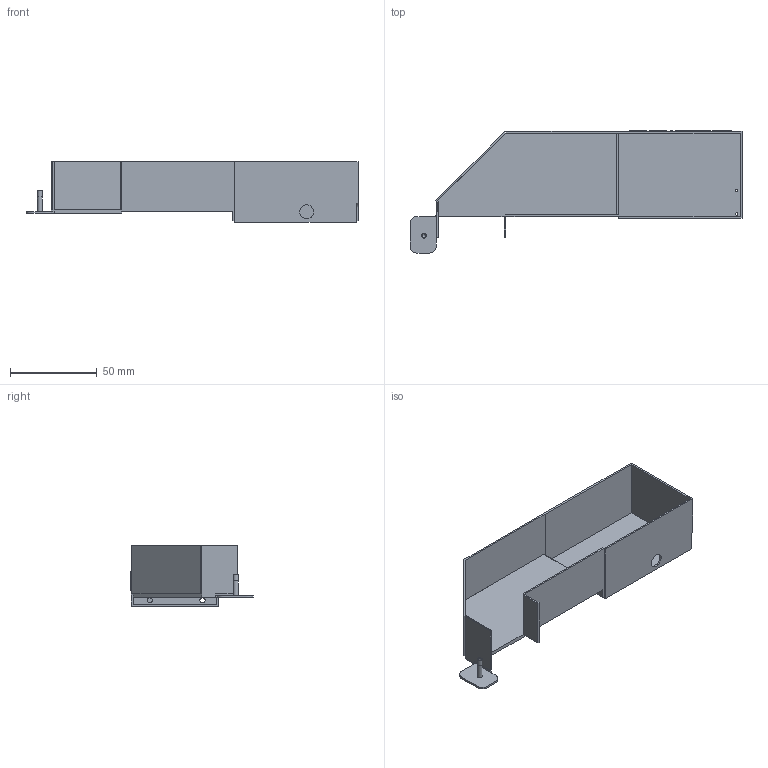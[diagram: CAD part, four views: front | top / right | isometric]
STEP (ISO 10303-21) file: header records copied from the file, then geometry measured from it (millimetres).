
FILE_DESCRIPTION(/* description */ (''),/* implementation_level */ '2;1');
FILE_NAME(/* name */ 'Basify_Lens Base.step',/* time_stamp */ '2023-07-11T23:32:03+01:00',/* author */ (''),/* organization */ (''),/* preprocessor_version */ 'ST-DEVELOPER v19.2',/* originating_system */ 'Autodesk Translation Framework v12.6.0.85',/* authorisation */ '');
FILE_SCHEMA (('AUTOMOTIVE_DESIGN { 1 0 10303 214 3 1 1 }'));
Length unit declared in the file: millimetre
Products named in the file (1): Base
Bounding box: 191 x 70.25 x 35.04 mm (x, y, z)
Volume: 22185.4 mm3; surface area: 42982.9 mm2
Topology: 4 solids, 4 shells, 236 faces, 634 edges, 408 vertices
Faces by surface type: plane 140, bspline 84, cylinder 11, cone 1
Full cylindrical faces by diameter (mm): 1.4 x2, 2.2 x1, 2.828 x1, 3 x2, 8 x1
Entity records: 7509 total; most frequent: CARTESIAN_POINT 2370, ORIENTED_EDGE 1266, DIRECTION 793, EDGE_CURVE 633, LINE 443, VECTOR 443, VERTEX_POINT 408, EDGE_LOOP 261
